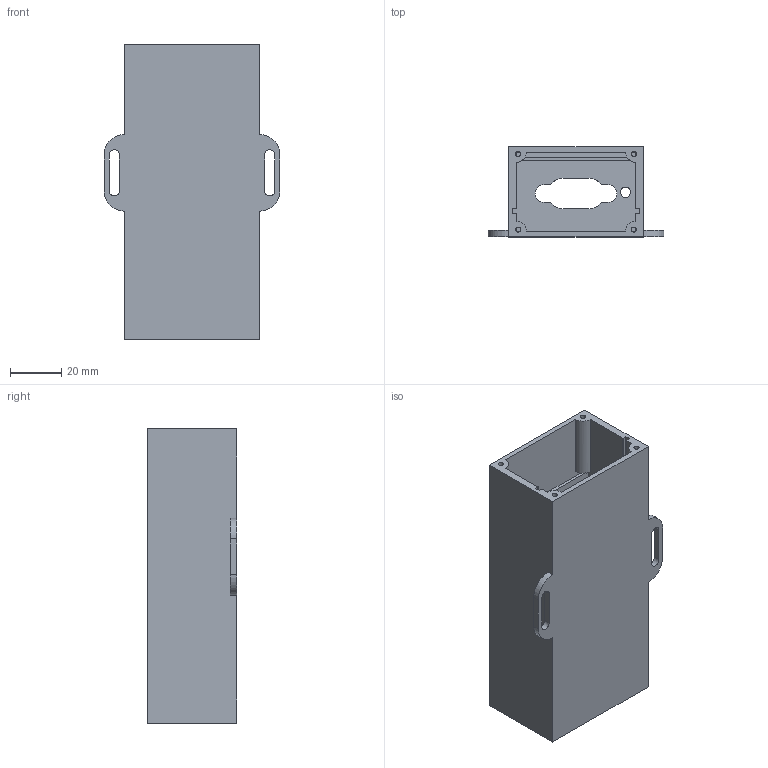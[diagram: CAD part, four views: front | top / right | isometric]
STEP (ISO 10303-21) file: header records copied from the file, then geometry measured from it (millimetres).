
FILE_DESCRIPTION(('FreeCAD Model'),'2;1');
FILE_NAME('Open CASCADE Shape Model','2025-02-05T20:37:09',(''),(''), 'Open CASCADE STEP processor 7.8','FreeCAD','Unknown');
FILE_SCHEMA(('AUTOMOTIVE_DESIGN { 1 0 10303 214 1 1 1 1 }'));
Length unit declared in the file: millimetre
Products named in the file (1): Body
Bounding box: 68.7 x 35 x 115 mm (x, y, z)
Volume: 53786.5 mm3; surface area: 51012 mm2
Topology: 1 solids, 1 shells, 84 faces, 235 edges, 150 vertices
Faces by surface type: plane 53, cylinder 31
Full cylindrical faces by diameter (mm): 2 x4, 4 x1
Entity records: 2751 total; most frequent: DIRECTION 483, CARTESIAN_POINT 470, ORIENTED_EDGE 470, EDGE_CURVE 235, AXIS2_PLACEMENT_3D 163, LINE 157, VECTOR 157, VERTEX_POINT 150
